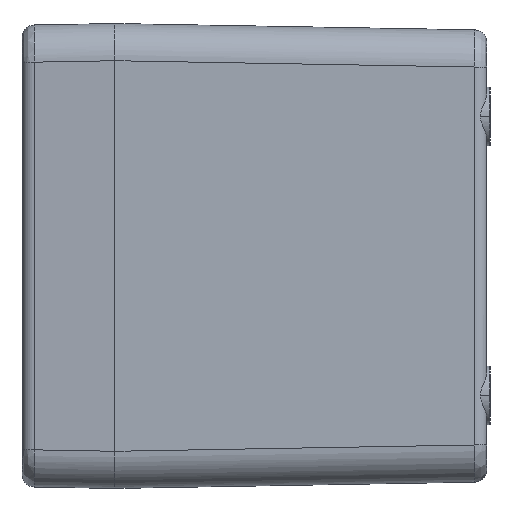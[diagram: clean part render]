
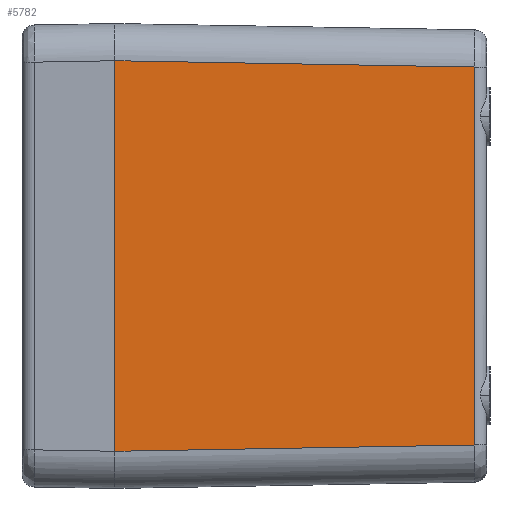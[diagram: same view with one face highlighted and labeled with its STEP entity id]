
A CAD part, left-side view. The second image highlights one B-rep face of the part: STEP entity #5782.
In plain terms, the highlighted planar face has unit normal (-1, -0.018, 0).
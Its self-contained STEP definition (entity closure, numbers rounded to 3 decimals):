
#324=CARTESIAN_POINT('',(-80.,0.,31.501));
#335=DIRECTION('',(0.,0.,-1.));
#336=VECTOR('',#335,63.002);
#337=CARTESIAN_POINT('',(-80.,0.,31.501));
#338=LINE('',#337,#336);
#348=CARTESIAN_POINT('',(-80.,0.,-31.501));
#2732=DIRECTION('',(0.,0.,1.));
#2733=VECTOR('',#2732,60.976);
#2734=CARTESIAN_POINT('',(-78.987,-58.035,
-30.488));
#2735=LINE('',#2734,#2733);
#2798=DIRECTION('',(0.017,-1.,0.017));
#2799=VECTOR('',#2798,58.053);
#2800=CARTESIAN_POINT('',(-80.,0.,-31.501));
#2801=LINE('',#2800,#2799);
#2805=DIRECTION('',(0.017,-1.,-0.017));
#2806=VECTOR('',#2805,58.053);
#2807=CARTESIAN_POINT('',(-80.,0.,31.501));
#2808=LINE('',#2807,#2806);
#2812=CARTESIAN_POINT('',(-78.987,-58.035,
-30.488));
#2922=CARTESIAN_POINT('',(-78.987,-58.035,
30.488));
#3324=VERTEX_POINT('',#324);
#3331=VERTEX_POINT('',#348);
#3372=VERTEX_POINT('',#2812);
#3391=VERTEX_POINT('',#2922);
#5769=CARTESIAN_POINT('',(-80.,0.,-40.833));
#5770=DIRECTION('',(-1.,-0.017,0.));
#5771=DIRECTION('',(0.,0.,1.));
#5772=AXIS2_PLACEMENT_3D('',#5769,#5770,#5771);
#5773=PLANE('',#5772);
#5774=ORIENTED_EDGE('',*,*,#5752,.F.);
#5776=ORIENTED_EDGE('',*,*,#5775,.F.);
#5777=ORIENTED_EDGE('',*,*,#3465,.F.);
#5779=ORIENTED_EDGE('',*,*,#5778,.T.);
#5780=EDGE_LOOP('',(#5774,#5776,#5777,#5779));
#5781=FACE_OUTER_BOUND('',#5780,.F.);
#5782=ADVANCED_FACE('',(#5781),#5773,.T.);
#3465=EDGE_CURVE('',#3324,#3331,#338,.T.);
#5752=EDGE_CURVE('',#3372,#3391,#2735,.T.);
#5775=EDGE_CURVE('',#3331,#3372,#2801,.T.);
#5778=EDGE_CURVE('',#3324,#3391,#2808,.T.);
